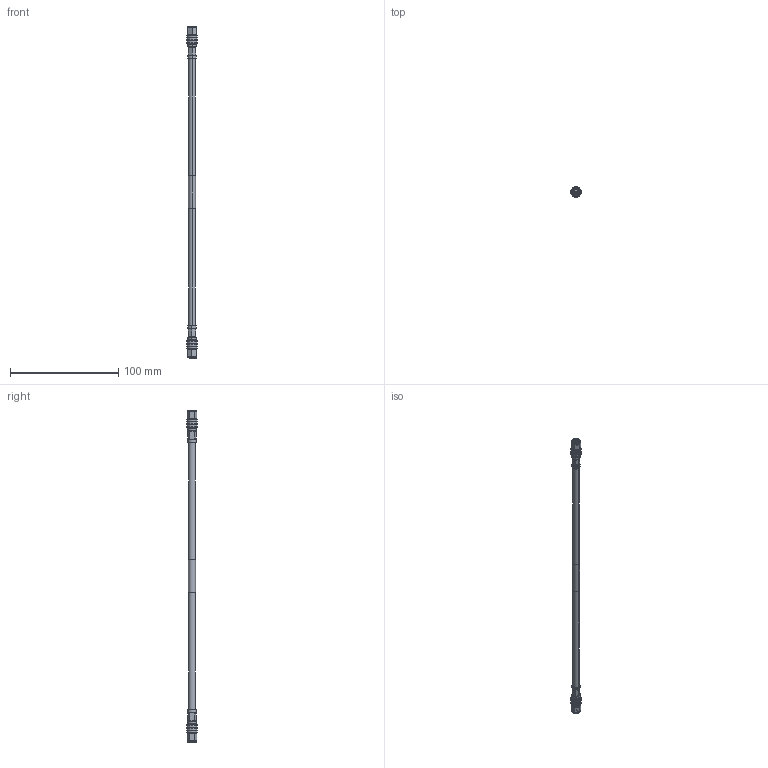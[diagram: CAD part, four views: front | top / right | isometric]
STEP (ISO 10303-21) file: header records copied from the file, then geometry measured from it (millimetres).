
FILE_DESCRIPTION (( 'STEP AP214' ), '1' );
FILE_NAME ('FMC0202245-SP_3D.step', '2023-02-06T16:13:14', ( '' ), ( '' ), 'SwSTEP 2.0', 'SolidWorks 2022', '' );
FILE_SCHEMA (( 'AUTOMOTIVE_DESIGN' ));
Length unit declared in the file: inch
Products named in the file (8): TC-240-SM-SS-X_body; Part5^Copy (4) of TC-240-SM-SS-X_FMC0202245-SP; Copy (3) of TC-240-SM-SS-X^FMC0202245-SP_Crimped; Copy of LMR-240-UF^FMC0202245-SP_WITH LABEL; Part5^Copy (3) of TC-240-SM-SS-X_FMC0202245-SP; TC-240-SM-SS-X_c-contact; Copy (4) of TC-240-SM-SS-X^FMC0202245-SP_Crimped; FMC0202245-SP_3D
Assembly tree (9 placements, depth 3):
  FMC0202245-SP_3D
    Copy of LMR-240-UF^FMC0202245-SP_WITH LABEL
    Copy (3) of TC-240-SM-SS-X^FMC0202245-SP_Crimped
      TC-240-SM-SS-X_body
      TC-240-SM-SS-X_c-contact
      Part5^Copy (3) of TC-240-SM-SS-X_FMC0202245-SP
    Copy (4) of TC-240-SM-SS-X^FMC0202245-SP_Crimped
      TC-240-SM-SS-X_body
      TC-240-SM-SS-X_c-contact
      Part5^Copy (4) of TC-240-SM-SS-X_FMC0202245-SP
Bounding box: 9.46 x 9.46 x 307.14 mm (x, y, z)
Volume: 9757.7 mm3; surface area: 8562.6 mm2
Topology: 7 solids, 7 shells, 336 faces, 662 edges, 370 vertices
Faces by surface type: cylinder 122, cone 104, plane 102, torus 4, sphere 4
Entity records: 6106 total; most frequent: CARTESIAN_POINT 1438, DIRECTION 984, ORIENTED_EDGE 812, EDGE_CURVE 406, AXIS2_PLACEMENT_3D 395, EDGE_LOOP 231, VERTEX_POINT 221, FACE_OUTER_BOUND 211
